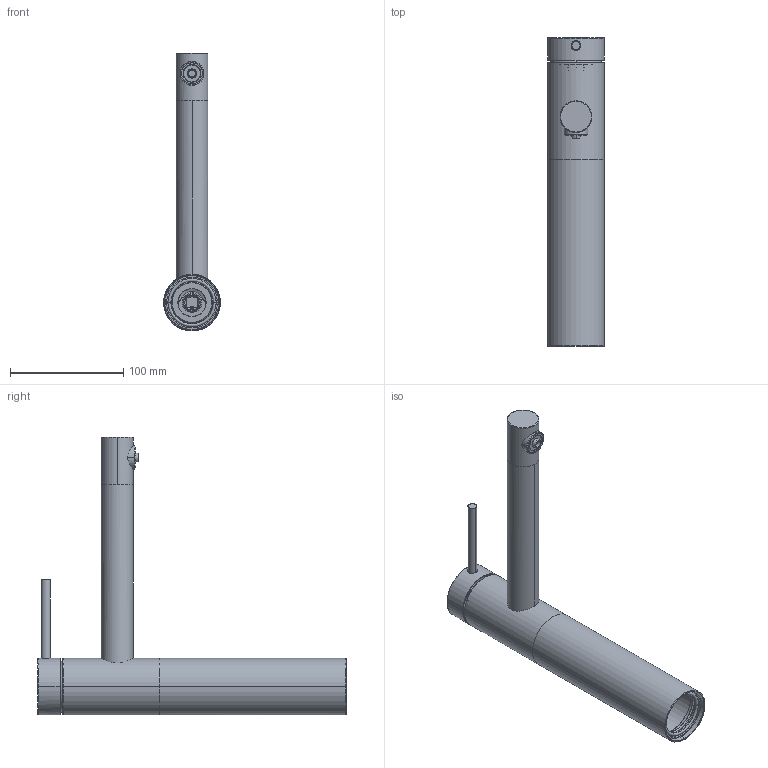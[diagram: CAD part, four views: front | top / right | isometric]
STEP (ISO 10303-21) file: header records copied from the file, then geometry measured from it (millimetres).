
FILE_DESCRIPTION(('STEP AP214'),'1');
FILE_NAME('5025013+5025014_Namor 1_ND.STP','2025-09-30T08:39:50',(' '),(' '),'Spatial InterOp 3D',' ',' ');
FILE_SCHEMA(('AUTOMOTIVE_DESIGN { 1 0 10303 214 1 1 1 1 }'));
Length unit declared in the file: millimetre
Products named in the file (1): 9L249502CP_ASM|5A0099100CP0_ASM#5A0099100CP0_ASM|5P0099800NT0#5P0099800NT0;5P0099800NT0
Bounding box: 50 x 272.02 x 245 mm (x, y, z)
Volume: 145384.7 mm3; surface area: 149701.2 mm2
Topology: 20 solids, 33 shells, 585 faces, 1394 edges, 862 vertices
Faces by surface type: cylinder 181, plane 155, cone 130, torus 98, bspline 17, sphere 4
Entity records: 19049 total; most frequent: CARTESIAN_POINT 5019, DIRECTION 3110, ORIENTED_EDGE 2699, EDGE_CURVE 1388, AXIS2_PLACEMENT_3D 1290, VERTEX_POINT 862, CIRCLE 695, EDGE_LOOP 634
